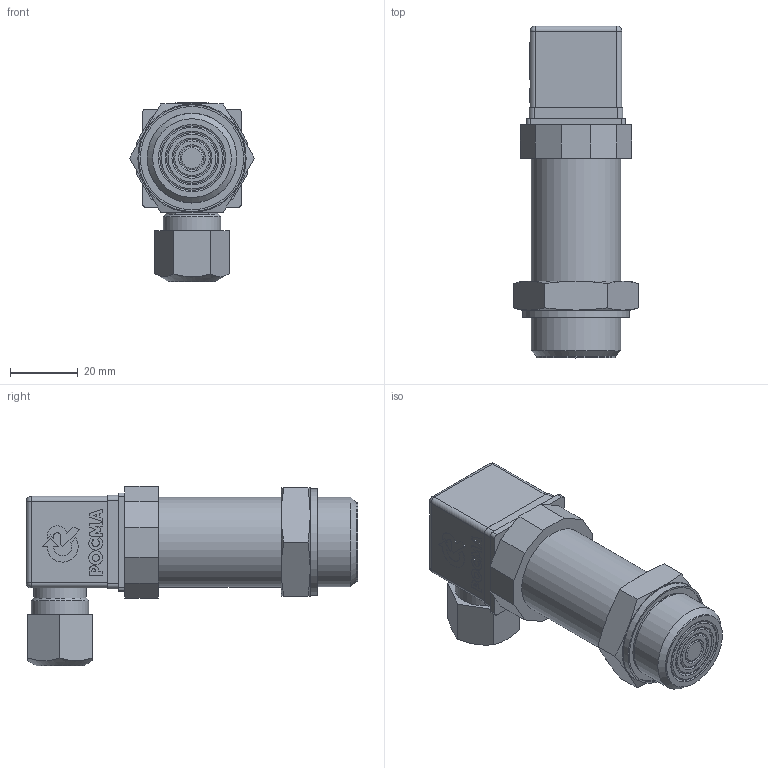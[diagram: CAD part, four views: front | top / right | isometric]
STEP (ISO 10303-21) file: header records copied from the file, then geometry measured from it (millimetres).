
FILE_DESCRIPTION(/* description */ (''),/* implementation_level */ '2;1');
FILE_NAME(/* name */ 'РПД-И-ВР-G3_4.stp',/* time_stamp */ '2023-01-30T12:22:24+03:00',/* author */ ('Tech'),/* organization */ (''),/* preprocessor_version */ 'ST-DEVELOPER v18.1',/* originating_system */ 'Autodesk Inventor 2021',/* authorisation */ '');
FILE_SCHEMA (('AUTOMOTIVE_DESIGN { 1 0 10303 214 3 1 1 }'));
Length unit declared in the file: millimetre
Products named in the file (1): РПД-И-ВР-G3/4
Bounding box: 36.95 x 98 x 53 mm (x, y, z)
Volume: 71000.1 mm3; surface area: 13724.8 mm2
Topology: 1 solids, 1 shells, 183 faces, 449 edges, 294 vertices
Faces by surface type: plane 119, cylinder 37, cone 23, sphere 4
Full cylindrical faces by diameter (mm): 2.067 x1, 4.092 x1, 8 x1, 11 x1, 15.5 x1, 17 x1, 23.241 x1, 26.441 x1, 26.5 x2, 30.5 x1, 31.5 x1
Entity records: 5388 total; most frequent: CARTESIAN_POINT 989, DIRECTION 909, ORIENTED_EDGE 898, EDGE_CURVE 449, AXIS2_PLACEMENT_3D 307, LINE 295, VECTOR 295, VERTEX_POINT 294
